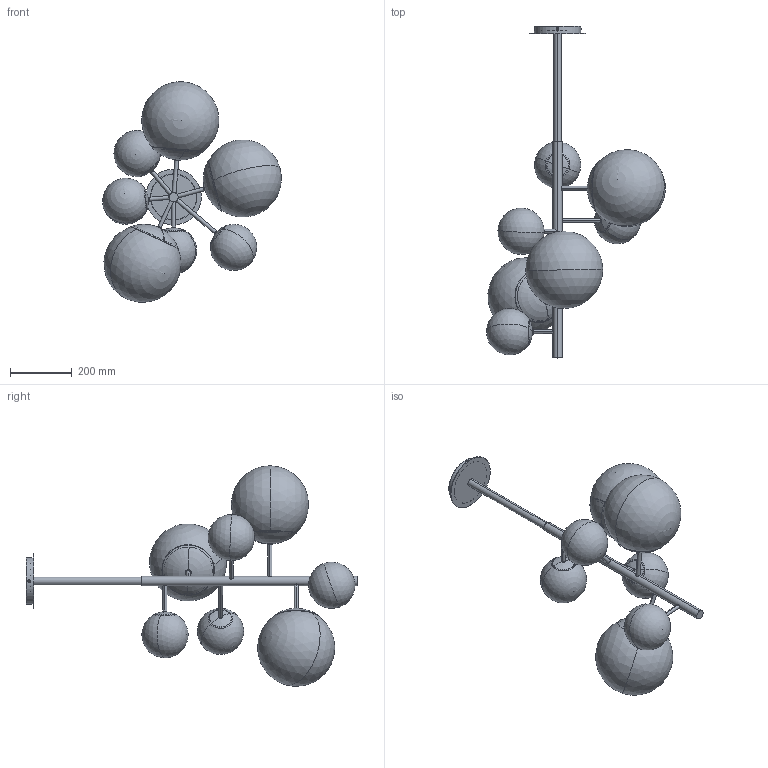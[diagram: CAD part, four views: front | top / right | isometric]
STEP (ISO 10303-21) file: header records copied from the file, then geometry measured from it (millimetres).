
FILE_DESCRIPTION (( 'STEP AP203' ), '1' );
FILE_NAME ('ST 200 00028._exported.step', '2025-02-09T07:20:44', ( '' ), ( '' ), 'SwSTEP 2.0', 'SolidWorks 2023', '' );
FILE_SCHEMA (( 'CONFIG_CONTROL_DESIGN' ));
Length unit declared in the file: millimetre
Products named in the file (1): ST 200 00028._exported
Bounding box: 579.18 x 1075 x 713.38 mm (x, y, z)
Surface area: 1142204 mm2 (no closed solid volume)
Topology: 0 solids, 39 shells, 151 faces, 489 edges, 345 vertices
Faces by surface type: cylinder 51, sphere 36, torus 26, cone 21, plane 17
Entity records: 6436 total; most frequent: CARTESIAN_POINT 2239, DIRECTION 965, ORIENTED_EDGE 701, EDGE_CURVE 454, AXIS2_PLACEMENT_3D 427, VERTEX_POINT 324, CIRCLE 275, EDGE_LOOP 170
